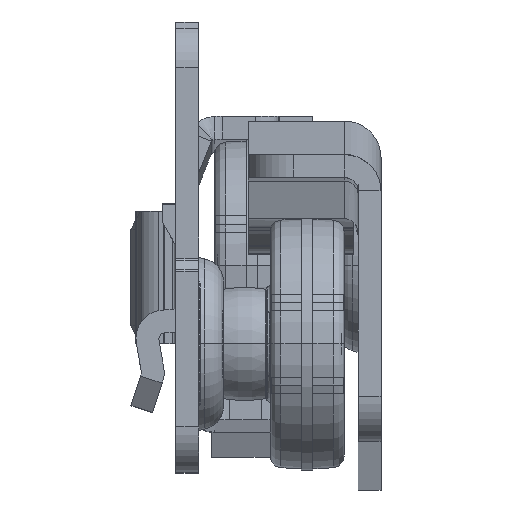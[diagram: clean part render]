
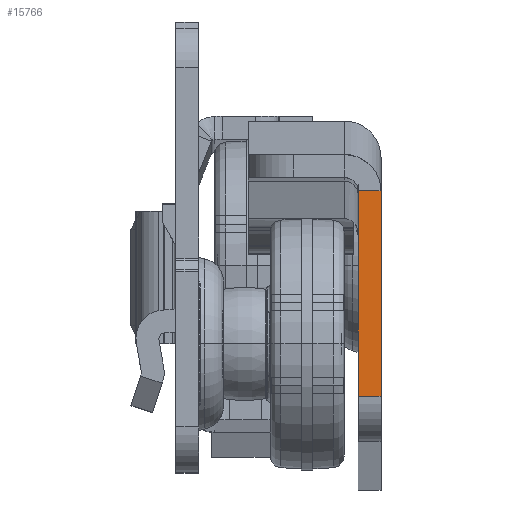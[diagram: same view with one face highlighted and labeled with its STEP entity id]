
A CAD part, top view. The second image highlights one B-rep face of the part: STEP entity #15766.
In plain terms, the highlighted face is planar.
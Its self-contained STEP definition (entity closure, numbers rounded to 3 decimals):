
#2640 = VERTEX_POINT ( 'NONE', #46835 ) ;
#3021 = EDGE_CURVE ( 'NONE', #33651, #11420, #33740, .T. ) ;
#4611 = ORIENTED_EDGE ( 'NONE', *, *, #23190, .F. ) ;
#5202 = ORIENTED_EDGE ( 'NONE', *, *, #41763, .T. ) ;
#5516 = LINE ( 'NONE', #50467, #21992 ) ;
#6272 = ORIENTED_EDGE ( 'NONE', *, *, #3021, .T. ) ;
#7247 = CARTESIAN_POINT ( 'NONE',  ( -2., -7.75, 695.5 ) ) ;
#7472 = CARTESIAN_POINT ( 'NONE',  ( 0., -7.75, 695.5 ) ) ;
#8183 = DIRECTION ( 'NONE',  ( 1., 0., 0. ) ) ;
#9800 = CARTESIAN_POINT ( 'NONE',  ( -2., 10.226, 695.5 ) ) ;
#9920 = VECTOR ( 'NONE', #50259, 1000. ) ;
#11074 = CARTESIAN_POINT ( 'NONE',  ( -2., -11.75, 695.5 ) ) ;
#11420 = VERTEX_POINT ( 'NONE', #7247 ) ;
#12336 = FACE_OUTER_BOUND ( 'NONE', #21918, .T. ) ;
#12668 = EDGE_CURVE ( 'NONE', #33651, #2640, #47608, .T. ) ;
#15766 = ADVANCED_FACE ( 'NONE', ( #12336 ), #45080, .T. ) ;
#21918 = EDGE_LOOP ( 'NONE', ( #44852, #6272, #5202, #4611 ) ) ;
#21992 = VECTOR ( 'NONE', #50984, 1000. ) ;
#23190 = EDGE_CURVE ( 'NONE', #2640, #44224, #5516, .T. ) ;
#28661 = AXIS2_PLACEMENT_3D ( 'NONE', #11074, #49146, #48113 ) ;
#28760 = CARTESIAN_POINT ( 'NONE',  ( -2., -7.75, 695.5 ) ) ;
#29838 = VECTOR ( 'NONE', #8183, 1000. ) ;
#30048 = CARTESIAN_POINT ( 'NONE',  ( -2., 10.226, 695.5 ) ) ;
#33651 = VERTEX_POINT ( 'NONE', #30048 ) ;
#33740 = LINE ( 'NONE', #45640, #9920 ) ;
#38717 = DIRECTION ( 'NONE',  ( 1., 0., 0. ) ) ;
#39192 = VECTOR ( 'NONE', #38717, 1000. ) ;
#41763 = EDGE_CURVE ( 'NONE', #11420, #44224, #53375, .T. ) ;
#44224 = VERTEX_POINT ( 'NONE', #7472 ) ;
#44852 = ORIENTED_EDGE ( 'NONE', *, *, #12668, .F. ) ;
#45080 = PLANE ( 'NONE',  #28661 ) ;
#45640 = CARTESIAN_POINT ( 'NONE',  ( -2., -11.75, 695.5 ) ) ;
#46835 = CARTESIAN_POINT ( 'NONE',  ( 0., 10.226, 695.5 ) ) ;
#47608 = LINE ( 'NONE', #9800, #39192 ) ;
#48113 = DIRECTION ( 'NONE',  ( 1., 0., 0. ) ) ;
#49146 = DIRECTION ( 'NONE',  ( 0., 0., 1. ) ) ;
#50259 = DIRECTION ( 'NONE',  ( 0., -1., 0. ) ) ;
#50467 = CARTESIAN_POINT ( 'NONE',  ( 0., -11.75, 695.5 ) ) ;
#50984 = DIRECTION ( 'NONE',  ( 0., -1., 0. ) ) ;
#53375 = LINE ( 'NONE', #28760, #29838 ) ;
